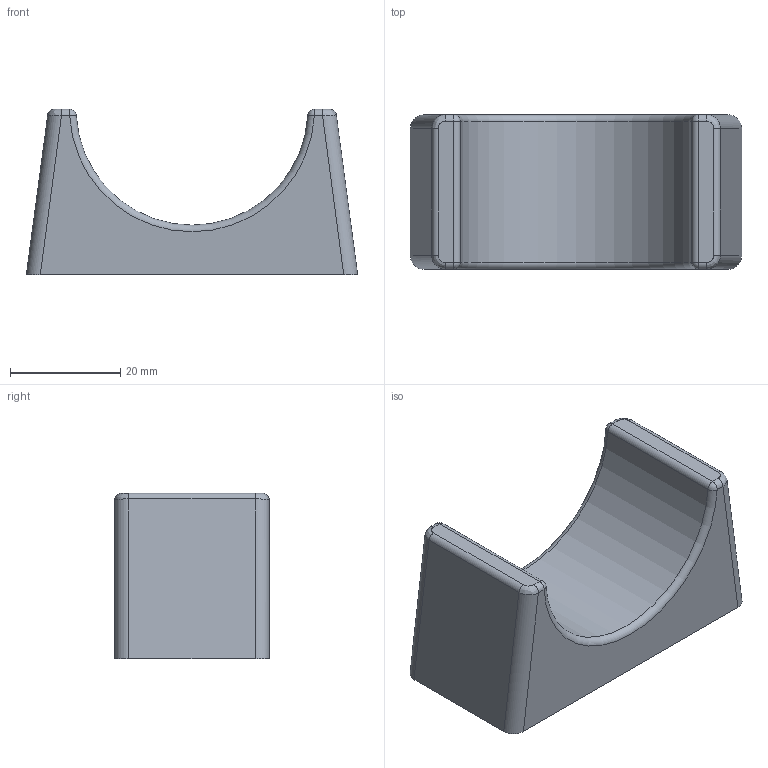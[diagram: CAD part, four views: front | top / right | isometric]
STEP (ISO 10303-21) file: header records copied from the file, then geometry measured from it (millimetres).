
FILE_DESCRIPTION(/* description */ (''),/* implementation_level */ '2;1');
FILE_NAME(/* name */ 'wheelstopper v2.stp',/* time_stamp */ '2023-01-01T15:22:51+01:00',/* author */ (''),/* organization */ (''),/* preprocessor_version */ 'ST-DEVELOPER v19.2',/* originating_system */ 'Autodesk Translation Framework v11.17.0.187',/* authorisation */ '');
FILE_SCHEMA (('AUTOMOTIVE_DESIGN { 1 0 10303 214 3 1 1 }'));
Length unit declared in the file: millimetre
Products named in the file (1): wheel_stopper
Bounding box: 60 x 28 x 30 mm (x, y, z)
Volume: 27408.1 mm3; surface area: 7211.1 mm2
Topology: 1 solids, 1 shells, 30 faces, 64 edges, 36 vertices
Faces by surface type: cylinder 13, plane 7, bspline 4, sphere 4, torus 2
Entity records: 921 total; most frequent: CARTESIAN_POINT 227, DIRECTION 154, ORIENTED_EDGE 128, EDGE_CURVE 64, AXIS2_PLACEMENT_3D 63, VERTEX_POINT 36, FACE_OUTER_BOUND 30, EDGE_LOOP 30
